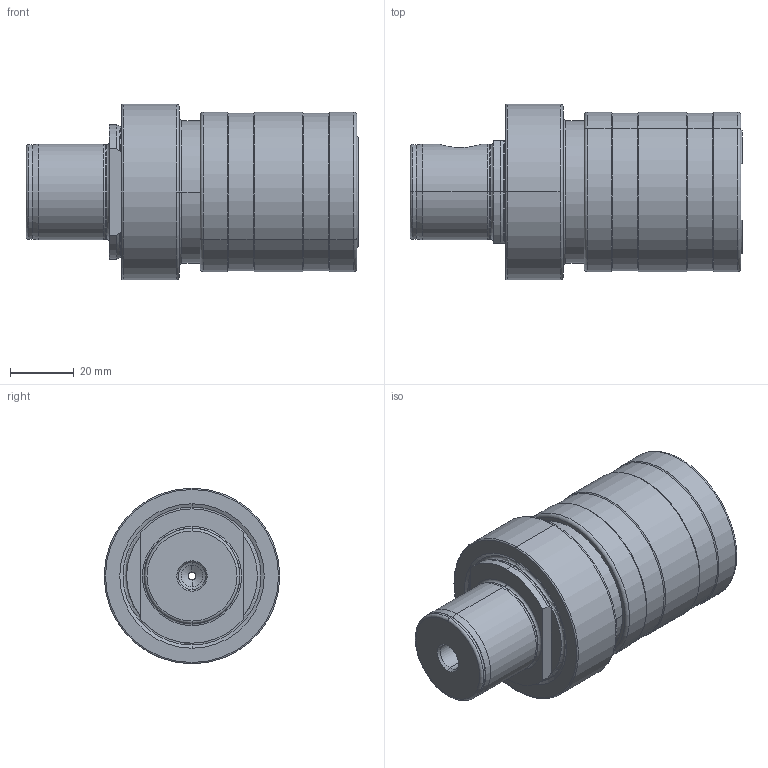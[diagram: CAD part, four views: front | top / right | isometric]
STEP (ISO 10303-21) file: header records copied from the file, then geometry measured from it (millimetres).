
FILE_DESCRIPTION (( 'STEP AP214' ), '1' );
FILE_NAME ('396.550.225.STEP', '2017-06-09T14:57:24', ( 'SWIAdmin' ), ( 'Hewlett-Packard Company' ), 'SwSTEP 2.0', 'SolidWorks 2017', '' );
FILE_SCHEMA (( 'AUTOMOTIVE_DESIGN' ));
Length unit declared in the file: millimetre
Products named in the file (10): Einbausatz Go2_gespannt; Kugel Go2; Hülse Go2; Federring innen Go2_gespannt; Federring aussen Go2_gespannt; Feder klein Go2_gespannt; Feder gross Go2_vorgespannt; Boden Go2; MB5-Go2.K01.074_B; 396.550.225
Assembly tree (11 placements, depth 3):
  396.550.225
    MB5-Go2.K01.074_B
    Einbausatz Go2_gespannt
      Boden Go2
      Feder gross Go2_vorgespannt
      Feder klein Go2_gespannt
      Federring aussen Go2_gespannt
      Federring innen Go2_gespannt
      Hülse Go2
      Kugel Go2  x3
Bounding box: 104 x 55 x 55 mm (x, y, z)
Volume: 129707.8 mm3; surface area: 47656.3 mm2
Topology: 10 solids, 10 shells, 286 faces, 670 edges, 398 vertices
Faces by surface type: cylinder 88, torus 74, cone 59, plane 50, bspline 9, sphere 6
Entity records: 14263 total; most frequent: CARTESIAN_POINT 6726, DIRECTION 1437, ORIENTED_EDGE 1286, EDGE_CURVE 643, AXIS2_PLACEMENT_3D 630, VERTEX_POINT 381, CIRCLE 342, EDGE_LOOP 306
